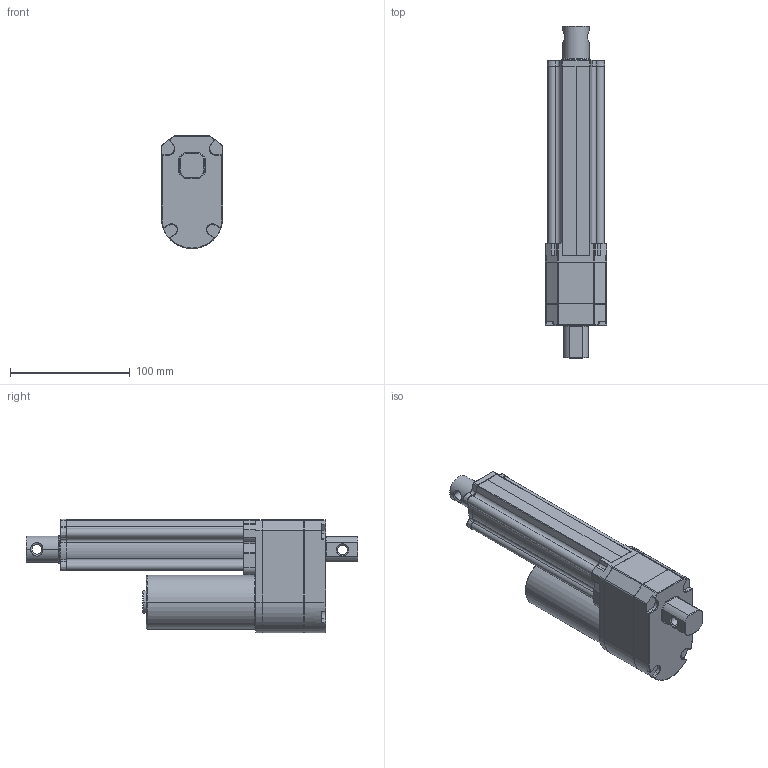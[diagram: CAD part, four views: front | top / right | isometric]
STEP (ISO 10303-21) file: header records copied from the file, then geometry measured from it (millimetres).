
FILE_DESCRIPTION((''),'2;1');
FILE_NAME('TGF-A_ASM','2022-03-20T',('Administrator'),(''),'PRO/ENGINEER BY PARAMETRIC TECHNOLOGY CORPORATION, 2008380','PRO/ENGINEER BY PARAMETRIC TECHNOLOGY CORPORATION, 2008380','');
FILE_SCHEMA(('CONFIG_CONTROL_DESIGN'));
Length unit declared in the file: millimetre
Products named in the file (8): DOWN; UP; MOTER; WAIKE; FENGTOU; DINGGUAN; DW; TGF-A_ASM
Assembly tree (7 placements, depth 2):
  TGF-A_ASM
    DOWN
    UP
    MOTER
    WAIKE
    FENGTOU
    DINGGUAN
    DW
Bounding box: 51 x 277 x 94.5 mm (x, y, z)
Volume: 535472.6 mm3; surface area: 134247.5 mm2
Topology: 7 solids, 7 shells, 313 faces, 807 edges, 510 vertices
Faces by surface type: cylinder 108, plane 80, extrusion 60, torus 29, bspline 26, cone 10
Entity records: 12324 total; most frequent: CARTESIAN_POINT 4652, ORIENTED_EDGE 1614, DIRECTION 1494, EDGE_CURVE 807, AXIS2_PLACEMENT_3D 534, VERTEX_POINT 510, VECTOR 426, LINE 366
